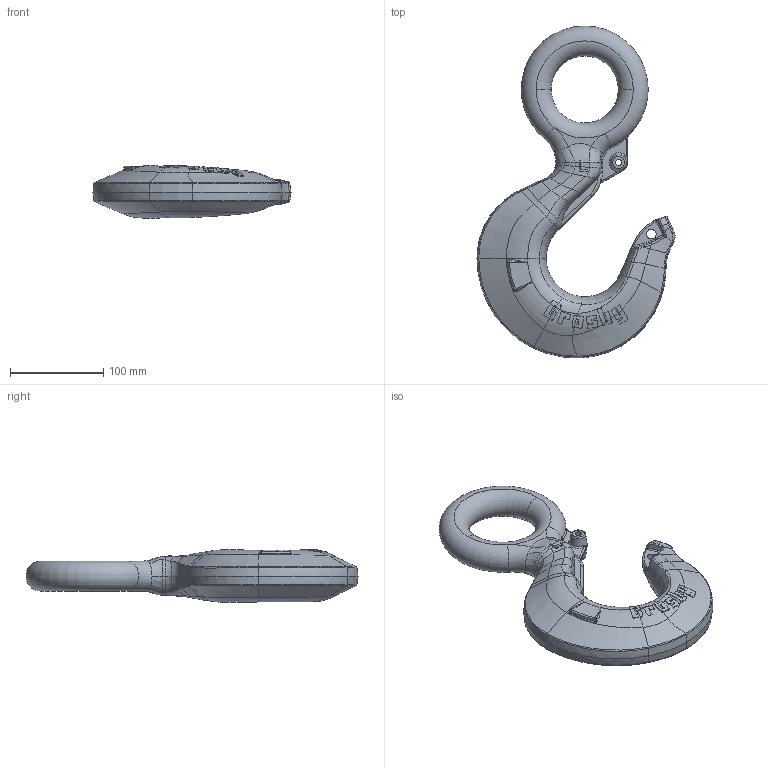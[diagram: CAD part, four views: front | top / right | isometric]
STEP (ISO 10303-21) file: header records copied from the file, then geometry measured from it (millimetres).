
FILE_DESCRIPTION((''),'2;1');
FILE_NAME('HK_320N_L','2007-04-26T',('ADoughty'),('The Crosby Group, Inc.'),'PRO/ENGINEER BY PARAMETRIC TECHNOLOGY CORPORATION, 2006080','PRO/ENGINEER BY PARAMETRIC TECHNOLOGY CORPORATION, 2006080','');
FILE_SCHEMA(('CONFIG_CONTROL_DESIGN'));
Length unit declared in the file: inch
Products named in the file (1): HK_320N_L
Bounding box: 212.88 x 356.79 x 56.93 mm (x, y, z)
Volume: 1185757.9 mm3; surface area: 108993.1 mm2
Topology: 1 solids, 1 shells, 452 faces, 1100 edges, 651 vertices
Faces by surface type: bspline 280, plane 80, extrusion 36, torus 23, cone 15, cylinder 14, sphere 4
Entity records: 41565 total; most frequent: CARTESIAN_POINT 33322, ORIENTED_EDGE 2200, EDGE_CURVE 1100, DIRECTION 876, B_SPLINE_CURVE_WITH_KNOTS 777, VERTEX_POINT 651, EDGE_LOOP 459, FACE_OUTER_BOUND 452
